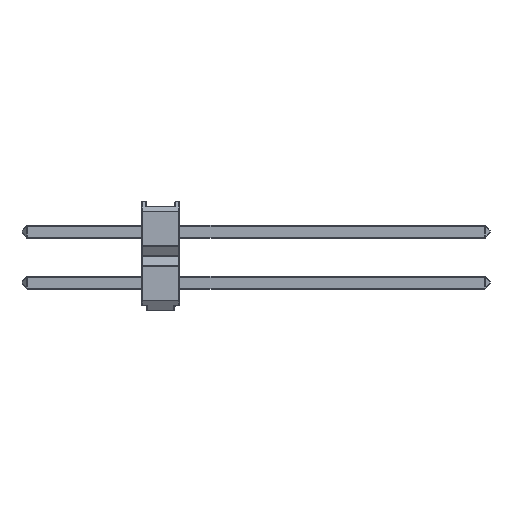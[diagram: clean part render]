
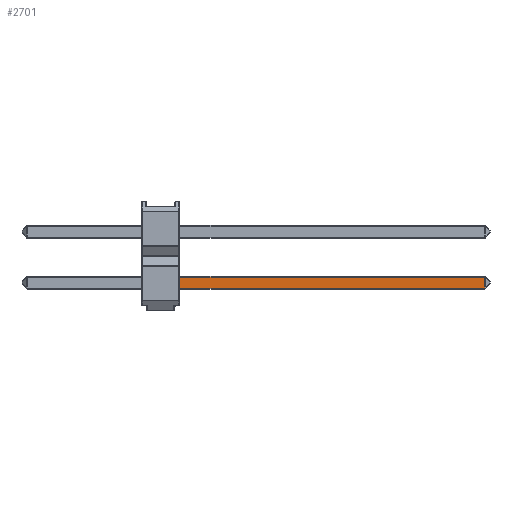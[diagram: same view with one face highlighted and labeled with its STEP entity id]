
A CAD part, left-side view. The second image highlights one B-rep face of the part: STEP entity #2701.
In plain terms, the highlighted planar face has unit normal (-1, 0, 0).
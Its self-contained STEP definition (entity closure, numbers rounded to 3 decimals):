
#78 = CARTESIAN_POINT ( 'NONE',  ( -0.32, -16.45, -1.06 ) ) ;
#110 = ORIENTED_EDGE ( 'NONE', *, *, #12393, .T. ) ;
#292 = VECTOR ( 'NONE', #1328, 1000. ) ;
#355 = CARTESIAN_POINT ( 'NONE',  ( -0.32, -16.45, -1.6 ) ) ;
#1328 = DIRECTION ( 'NONE',  ( 0., 0., -1. ) ) ;
#1580 = CARTESIAN_POINT ( 'NONE',  ( -0.32, -0.96, -1.06 ) ) ;
#2496 = VECTOR ( 'NONE', #12097, 1000. ) ;
#2701 = ADVANCED_FACE ( 'NONE', ( #11920 ), #6206, .F. ) ;
#3120 = ORIENTED_EDGE ( 'NONE', *, *, #10738, .T. ) ;
#3229 = CARTESIAN_POINT ( 'NONE',  ( -0.32, -0.96, -1.6 ) ) ;
#3963 = DIRECTION ( 'NONE',  ( 0., 0., -1. ) ) ;
#4253 = DIRECTION ( 'NONE',  ( 0., 0., 1. ) ) ;
#4330 = EDGE_CURVE ( 'NONE', #9871, #8983, #6502, .T. ) ;
#4569 = LINE ( 'NONE', #78, #10832 ) ;
#4866 = CARTESIAN_POINT ( 'NONE',  ( -0.32, -0.96, -1.65 ) ) ;
#6206 = PLANE ( 'NONE',  #9666 ) ;
#6241 = VERTEX_POINT ( 'NONE', #7822 ) ;
#6502 = LINE ( 'NONE', #4866, #292 ) ;
#6564 = VERTEX_POINT ( 'NONE', #8070 ) ;
#7327 = CARTESIAN_POINT ( 'NONE',  ( -0.32, -16.45, -1.65 ) ) ;
#7731 = CARTESIAN_POINT ( 'NONE',  ( -0.32, -16.179, -1.01 ) ) ;
#7822 = CARTESIAN_POINT ( 'NONE',  ( -0.32, -16.179, -1.6 ) ) ;
#8070 = CARTESIAN_POINT ( 'NONE',  ( -0.32, -16.179, -1.06 ) ) ;
#8271 = DIRECTION ( 'NONE',  ( 0., 1., 0. ) ) ;
#8983 = VERTEX_POINT ( 'NONE', #3229 ) ;
#9348 = LINE ( 'NONE', #7731, #10969 ) ;
#9666 = AXIS2_PLACEMENT_3D ( 'NONE', #7327, #10996, #3963 ) ;
#9871 = VERTEX_POINT ( 'NONE', #1580 ) ;
#10738 = EDGE_CURVE ( 'NONE', #6241, #6564, #9348, .T. ) ;
#10832 = VECTOR ( 'NONE', #8271, 1000. ) ;
#10969 = VECTOR ( 'NONE', #4253, 1000. ) ;
#10996 = DIRECTION ( 'NONE',  ( 1., 0., 0. ) ) ;
#11779 = ORIENTED_EDGE ( 'NONE', *, *, #14218, .T. ) ;
#11817 = LINE ( 'NONE', #355, #2496 ) ;
#11920 = FACE_OUTER_BOUND ( 'NONE', #13206, .T. ) ;
#12097 = DIRECTION ( 'NONE',  ( 0., -1., 0. ) ) ;
#12393 = EDGE_CURVE ( 'NONE', #6564, #9871, #4569, .T. ) ;
#13206 = EDGE_LOOP ( 'NONE', ( #3120, #110, #13552, #11779 ) ) ;
#13552 = ORIENTED_EDGE ( 'NONE', *, *, #4330, .T. ) ;
#14218 = EDGE_CURVE ( 'NONE', #8983, #6241, #11817, .T. ) ;
